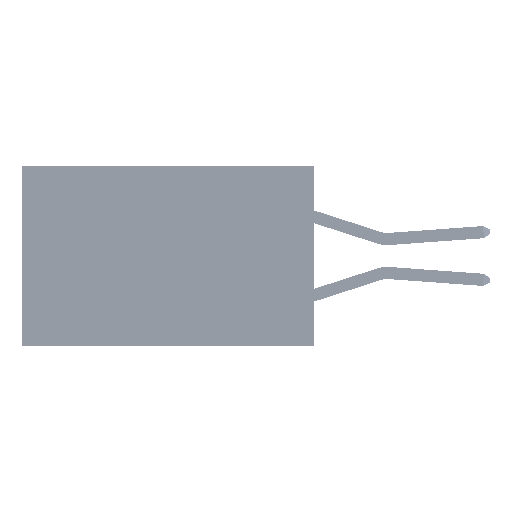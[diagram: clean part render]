
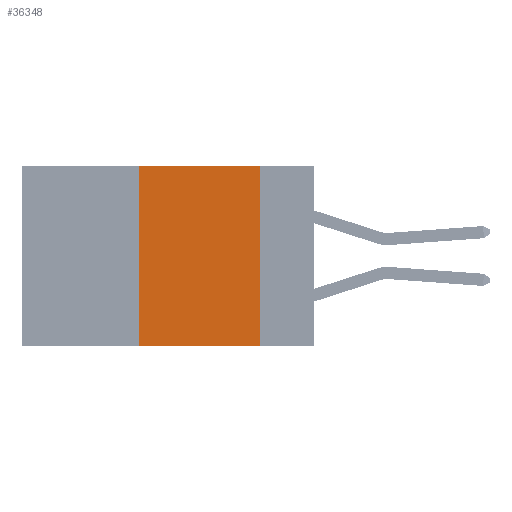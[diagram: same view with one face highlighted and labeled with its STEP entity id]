
A CAD part, left-side view. The second image highlights one B-rep face of the part: STEP entity #36348.
In plain terms, the highlighted planar face has unit normal (-1, 0, 0).
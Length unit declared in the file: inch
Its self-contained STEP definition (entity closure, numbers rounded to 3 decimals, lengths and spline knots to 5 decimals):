
#2183 = FACE_OUTER_BOUND ( 'NONE', #2241, .T. ) ;
#2241 = EDGE_LOOP ( 'NONE', ( #28958, #49162, #38713, #9159 ) ) ;
#5304 = EDGE_CURVE ( 'NONE', #32754, #37986, #17526, .T. ) ;
#6677 = DIRECTION ( 'NONE',  ( 0., -1., 0. ) ) ;
#7407 = CARTESIAN_POINT ( 'NONE',  ( 0., 0.36, -0.37 ) ) ;
#7777 = VECTOR ( 'NONE', #21755, 39.37008 ) ;
#9159 = ORIENTED_EDGE ( 'NONE', *, *, #29761, .T. ) ;
#9485 = VERTEX_POINT ( 'NONE', #12660 ) ;
#10771 = EDGE_CURVE ( 'NONE', #29282, #32754, #20858, .T. ) ;
#12295 = PLANE ( 'NONE',  #23469 ) ;
#12660 = CARTESIAN_POINT ( 'NONE',  ( 0., 0.11, -0.37 ) ) ;
#13194 = CARTESIAN_POINT ( 'NONE',  ( 0., 0.11, 0. ) ) ;
#13539 = VECTOR ( 'NONE', #44618, 39.37008 ) ;
#17526 = LINE ( 'NONE', #45849, #38675 ) ;
#17943 = LINE ( 'NONE', #37752, #44668 ) ;
#18073 = DIRECTION ( 'NONE',  ( 0., -1., 0. ) ) ;
#20124 = DIRECTION ( 'NONE',  ( 0., 0., -1. ) ) ;
#20858 = LINE ( 'NONE', #26274, #7777 ) ;
#21755 = DIRECTION ( 'NONE',  ( 0., 0., 1. ) ) ;
#23469 = AXIS2_PLACEMENT_3D ( 'NONE', #44064, #48202, #20124 ) ;
#26274 = CARTESIAN_POINT ( 'NONE',  ( 0., 0.36, 0. ) ) ;
#26909 = EDGE_CURVE ( 'NONE', #37986, #9485, #43336, .T. ) ;
#28958 = ORIENTED_EDGE ( 'NONE', *, *, #26909, .F. ) ;
#29282 = VERTEX_POINT ( 'NONE', #7407 ) ;
#29761 = EDGE_CURVE ( 'NONE', #29282, #9485, #17943, .T. ) ;
#32754 = VERTEX_POINT ( 'NONE', #38091 ) ;
#33139 = CARTESIAN_POINT ( 'NONE',  ( 0., 0.11, 0. ) ) ;
#36348 = ADVANCED_FACE ( 'NONE', ( #2183 ), #12295, .F. ) ;
#37752 = CARTESIAN_POINT ( 'NONE',  ( 0., 0.6, -0.37 ) ) ;
#37986 = VERTEX_POINT ( 'NONE', #13194 ) ;
#38091 = CARTESIAN_POINT ( 'NONE',  ( 0., 0.36, 0. ) ) ;
#38675 = VECTOR ( 'NONE', #18073, 39.37008 ) ;
#38713 = ORIENTED_EDGE ( 'NONE', *, *, #10771, .F. ) ;
#43336 = LINE ( 'NONE', #33139, #13539 ) ;
#44064 = CARTESIAN_POINT ( 'NONE',  ( 0., 0.6, 0. ) ) ;
#44618 = DIRECTION ( 'NONE',  ( 0., 0., -1. ) ) ;
#44668 = VECTOR ( 'NONE', #6677, 39.37008 ) ;
#45849 = CARTESIAN_POINT ( 'NONE',  ( 0., 0.6, 0. ) ) ;
#48202 = DIRECTION ( 'NONE',  ( 1., 0., 0. ) ) ;
#49162 = ORIENTED_EDGE ( 'NONE', *, *, #5304, .F. ) ;
